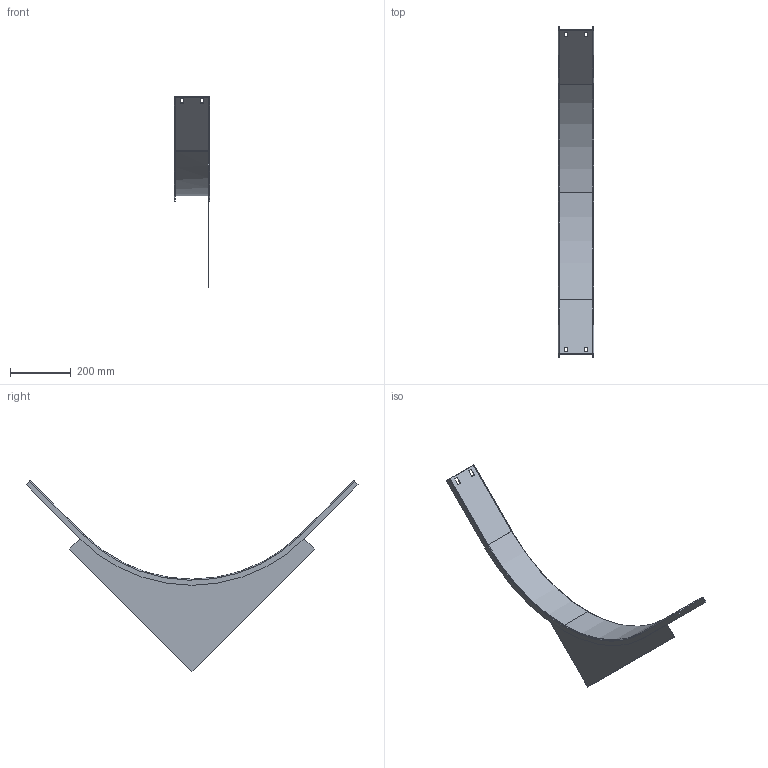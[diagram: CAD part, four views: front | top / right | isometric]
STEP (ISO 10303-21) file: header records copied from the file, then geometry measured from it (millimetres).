
FILE_DESCRIPTION((''),'2;1');
FILE_NAME('6098475_ASM','2012-12-17T',('AndreasKeweloh'),(''),'PRO/ENGINEER BY PARAMETRIC TECHNOLOGY CORPORATION, 2012230','PRO/ENGINEER BY PARAMETRIC TECHNOLOGY CORPORATION, 2012230','');
FILE_SCHEMA(('CONFIG_CONTROL_DESIGN'));
Length unit declared in the file: millimetre
Products named in the file (3): 6098475_HOLM; 6098475BODENBLECH; 6098475_ASM
Assembly tree (2 placements, depth 2):
  6098475_ASM
    6098475_HOLM
    6098475BODENBLECH
Bounding box: 116 x 1088.94 x 625.79 mm (x, y, z)
Volume: 661556 mm3; surface area: 638255.1 mm2
Topology: 2 solids, 2 shells, 74 faces, 203 edges, 133 vertices
Faces by surface type: plane 36, cylinder 34, bspline 4
Entity records: 2664 total; most frequent: CARTESIAN_POINT 659, ORIENTED_EDGE 406, DIRECTION 402, EDGE_CURVE 203, AXIS2_PLACEMENT_3D 136, VERTEX_POINT 133, VECTOR 130, LINE 130
